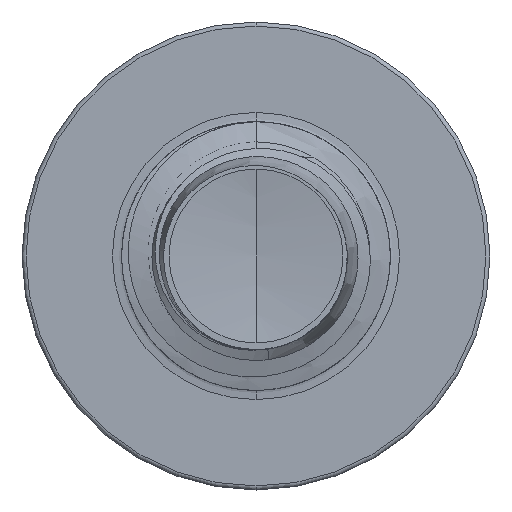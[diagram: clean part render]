
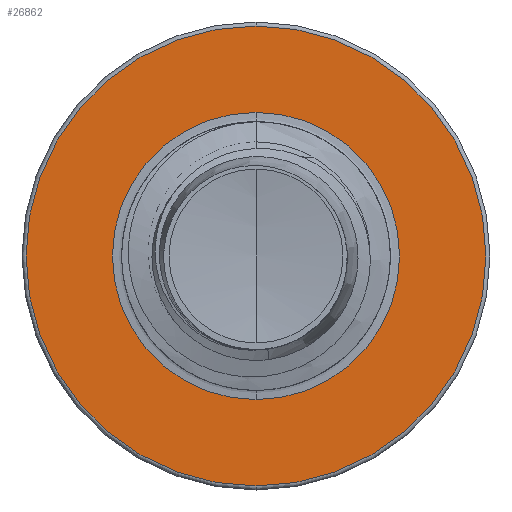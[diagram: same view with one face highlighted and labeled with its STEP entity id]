
A CAD part, front view. The second image highlights one B-rep face of the part: STEP entity #26862.
In plain terms, the highlighted planar face has unit normal (0, -1, 0).
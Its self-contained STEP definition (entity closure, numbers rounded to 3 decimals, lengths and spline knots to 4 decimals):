
#507 = DIRECTION ( 'NONE',  ( 0., 0., 1. ) ) ;
#905 = ORIENTED_EDGE ( 'NONE', *, *, #6289, .T. ) ;
#5329 = CARTESIAN_POINT ( 'NONE',  ( 0., 17.5, 0. ) ) ;
#5614 = CIRCLE ( 'NONE', #7676, 2.9975 ) ;
#6143 = FACE_OUTER_BOUND ( 'NONE', #27035, .T. ) ;
#6289 = EDGE_CURVE ( 'NONE', #9789, #28741, #34067, .T. ) ;
#6294 = AXIS2_PLACEMENT_3D ( 'NONE', #5329, #25088, #8177 ) ;
#6424 = CARTESIAN_POINT ( 'NONE',  ( 0., 17.5, 0. ) ) ;
#6515 = CIRCLE ( 'NONE', #34858, 1.872 ) ;
#7024 = EDGE_LOOP ( 'NONE', ( #19874, #905 ) ) ;
#7676 = AXIS2_PLACEMENT_3D ( 'NONE', #10110, #29873, #12968 ) ;
#8177 = DIRECTION ( 'NONE',  ( 0., 0., 1. ) ) ;
#8430 = CIRCLE ( 'NONE', #6294, 2.9975 ) ;
#9275 = DIRECTION ( 'NONE',  ( 0., 0., 1. ) ) ;
#9396 = EDGE_CURVE ( 'NONE', #25575, #17115, #8430, .T. ) ;
#9789 = VERTEX_POINT ( 'NONE', #25446 ) ;
#10110 = CARTESIAN_POINT ( 'NONE',  ( 0., 17.5, 0. ) ) ;
#11745 = CARTESIAN_POINT ( 'NONE',  ( 0., 17.5, -1.872 ) ) ;
#12216 = AXIS2_PLACEMENT_3D ( 'NONE', #6424, #26198, #9275 ) ;
#12968 = DIRECTION ( 'NONE',  ( 0., 0., 1. ) ) ;
#13043 = CARTESIAN_POINT ( 'NONE',  ( 0., 17.5, -2.9975 ) ) ;
#15428 = ORIENTED_EDGE ( 'NONE', *, *, #9396, .F. ) ;
#15584 = CARTESIAN_POINT ( 'NONE',  ( 0., 17.5, 1.872 ) ) ;
#15690 = CARTESIAN_POINT ( 'NONE',  ( 0., 17.5, 0. ) ) ;
#17115 = VERTEX_POINT ( 'NONE', #27063 ) ;
#17446 = DIRECTION ( 'NONE',  ( 0., 1., 0. ) ) ;
#18521 = DIRECTION ( 'NONE',  ( 0., 0., 1. ) ) ;
#19189 = AXIS2_PLACEMENT_3D ( 'NONE', #11745, #17446, #507 ) ;
#19874 = ORIENTED_EDGE ( 'NONE', *, *, #35401, .T. ) ;
#20153 = PLANE ( 'NONE',  #19189 ) ;
#20831 = ORIENTED_EDGE ( 'NONE', *, *, #35521, .F. ) ;
#25088 = DIRECTION ( 'NONE',  ( 0., 1., 0. ) ) ;
#25446 = CARTESIAN_POINT ( 'NONE',  ( 0., 17.5, -1.872 ) ) ;
#25575 = VERTEX_POINT ( 'NONE', #13043 ) ;
#26198 = DIRECTION ( 'NONE',  ( 0., 1., 0. ) ) ;
#26862 = ADVANCED_FACE ( 'NONE', ( #6143, #29614 ), #20153, .F. ) ;
#27035 = EDGE_LOOP ( 'NONE', ( #20831, #15428 ) ) ;
#27063 = CARTESIAN_POINT ( 'NONE',  ( 0., 17.5, 2.9975 ) ) ;
#28741 = VERTEX_POINT ( 'NONE', #15584 ) ;
#29614 = FACE_BOUND ( 'NONE', #7024, .T. ) ;
#29873 = DIRECTION ( 'NONE',  ( 0., 1., 0. ) ) ;
#34067 = CIRCLE ( 'NONE', #12216, 1.872 ) ;
#34858 = AXIS2_PLACEMENT_3D ( 'NONE', #15690, #35413, #18521 ) ;
#35401 = EDGE_CURVE ( 'NONE', #28741, #9789, #6515, .T. ) ;
#35413 = DIRECTION ( 'NONE',  ( 0., 1., 0. ) ) ;
#35521 = EDGE_CURVE ( 'NONE', #17115, #25575, #5614, .T. ) ;
